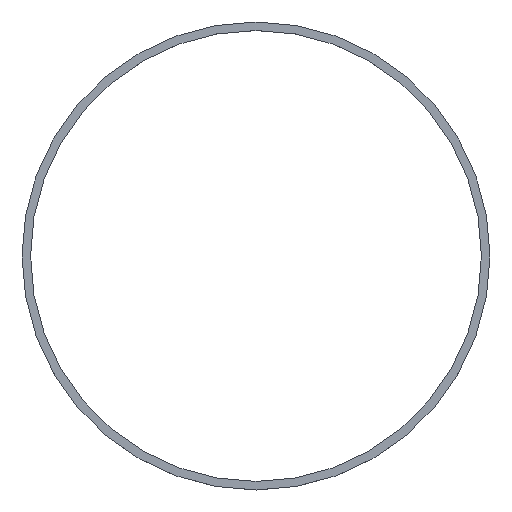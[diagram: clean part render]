
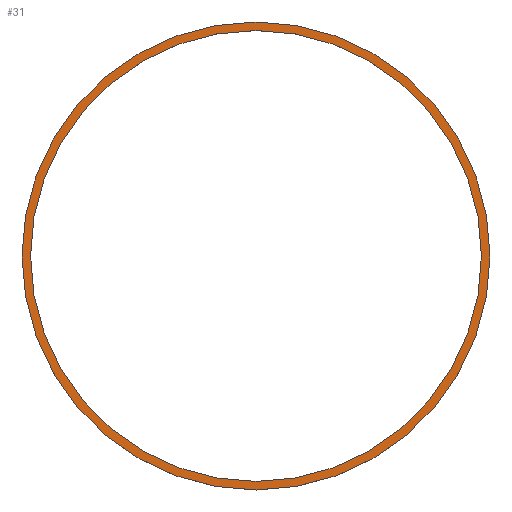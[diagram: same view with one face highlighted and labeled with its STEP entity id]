
A CAD part, top view. The second image highlights one B-rep face of the part: STEP entity #31.
In plain terms, the highlighted planar face has unit normal (0, 0, 1).
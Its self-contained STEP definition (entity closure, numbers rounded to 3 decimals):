
#19=FACE_BOUND('',#63,.F.);
#23=PLANE('',#312);
#31=ADVANCED_FACE('',(#19,#47),#23,.T.);
#47=FACE_OUTER_BOUND('',#64,.F.);
#63=EDGE_LOOP('',(#95,#96));
#64=EDGE_LOOP('',(#97,#98));
#95=ORIENTED_EDGE('',*,*,#200,.T.);
#96=ORIENTED_EDGE('',*,*,#199,.T.);
#97=ORIENTED_EDGE('',*,*,#202,.F.);
#98=ORIENTED_EDGE('',*,*,#201,.F.);
#199=EDGE_CURVE('',#250,#249,#227,.T.);
#200=EDGE_CURVE('',#249,#250,#228,.T.);
#201=EDGE_CURVE('',#248,#247,#229,.T.);
#202=EDGE_CURVE('',#247,#248,#230,.T.);
#227=CIRCLE('',#296,368.9);
#228=CIRCLE('',#297,368.9);
#229=CIRCLE('',#298,382.9);
#230=CIRCLE('',#299,382.9);
#247=VERTEX_POINT('',#428);
#248=VERTEX_POINT('',#429);
#249=VERTEX_POINT('',#430);
#250=VERTEX_POINT('',#431);
#296=AXIS2_PLACEMENT_3D('',#452,#350,#351);
#297=AXIS2_PLACEMENT_3D('',#453,#352,#353);
#298=AXIS2_PLACEMENT_3D('',#454,#354,#355);
#299=AXIS2_PLACEMENT_3D('',#455,#356,#357);
#312=AXIS2_PLACEMENT_3D('',#476,#390,#391);
#350=DIRECTION('',(0.,0.,1.));
#351=DIRECTION('',(-1.,0.,0.));
#352=DIRECTION('',(0.,0.,1.));
#353=DIRECTION('',(1.,0.,0.));
#354=DIRECTION('',(0.,0.,1.));
#355=DIRECTION('',(-1.,0.,0.));
#356=DIRECTION('',(0.,0.,1.));
#357=DIRECTION('',(1.,0.,0.));
#390=DIRECTION('',(0.,0.,1.));
#391=DIRECTION('',(1.,0.,0.));
#428=CARTESIAN_POINT('',(382.9,0.,28.75));
#429=CARTESIAN_POINT('',(-382.9,0.,28.75));
#430=CARTESIAN_POINT('',(368.9,0.,28.75));
#431=CARTESIAN_POINT('',(-368.9,0.,28.75));
#452=CARTESIAN_POINT('',(0.,0.,28.75));
#453=CARTESIAN_POINT('',(0.,0.,28.75));
#454=CARTESIAN_POINT('',(0.,0.,28.75));
#455=CARTESIAN_POINT('',(0.,0.,28.75));
#476=CARTESIAN_POINT('',(-391.059,-390.567,28.75));
